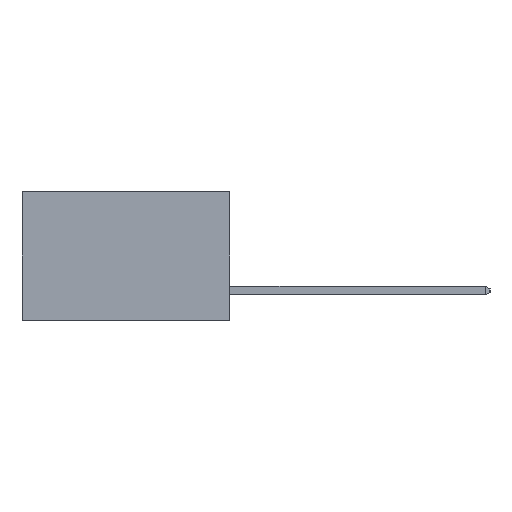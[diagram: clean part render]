
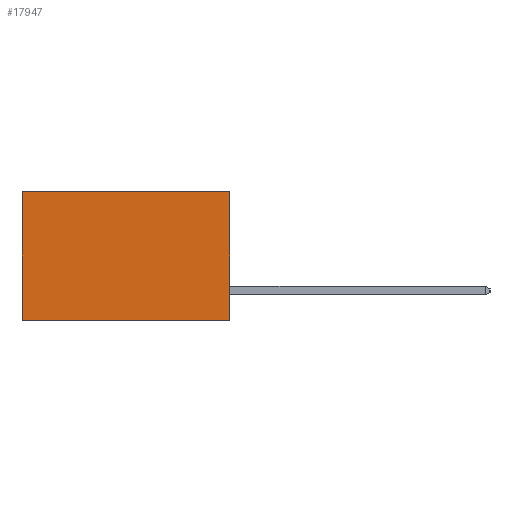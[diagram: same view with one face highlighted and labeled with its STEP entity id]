
A CAD part, left-side view. The second image highlights one B-rep face of the part: STEP entity #17947.
In plain terms, the highlighted planar face has unit normal (-1, 0, 0).
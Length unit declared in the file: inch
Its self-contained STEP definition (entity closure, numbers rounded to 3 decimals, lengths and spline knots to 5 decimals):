
#67 = VERTEX_POINT ( 'NONE', #11321 ) ;
#86 = VECTOR ( 'NONE', #9441, 39.37008 ) ;
#511 = EDGE_CURVE ( 'NONE', #19070, #17379, #8688, .T. ) ;
#674 = EDGE_CURVE ( 'NONE', #19070, #67, #12791, .T. ) ;
#2260 = CARTESIAN_POINT ( 'NONE',  ( 0.298, 0.6, -0.37 ) ) ;
#3418 = CARTESIAN_POINT ( 'NONE',  ( 0.298, 0.6, 0. ) ) ;
#4112 = DIRECTION ( 'NONE',  ( 0., 1., 0. ) ) ;
#4368 = ORIENTED_EDGE ( 'NONE', *, *, #674, .F. ) ;
#4642 = DIRECTION ( 'NONE',  ( 1., 0., 0. ) ) ;
#5743 = EDGE_CURVE ( 'NONE', #67, #11481, #11146, .T. ) ;
#6164 = CARTESIAN_POINT ( 'NONE',  ( 0.298, 0., 0. ) ) ;
#6696 = EDGE_LOOP ( 'NONE', ( #16241, #7001, #4368, #16092 ) ) ;
#7001 = ORIENTED_EDGE ( 'NONE', *, *, #5743, .F. ) ;
#8086 = CARTESIAN_POINT ( 'NONE',  ( 0.298, 0., -0.37 ) ) ;
#8688 = LINE ( 'NONE', #17490, #11687 ) ;
#9150 = PLANE ( 'NONE',  #12742 ) ;
#9441 = DIRECTION ( 'NONE',  ( 0., 0., -1. ) ) ;
#9926 = CARTESIAN_POINT ( 'NONE',  ( 0.298, 0., 0. ) ) ;
#11146 = LINE ( 'NONE', #8086, #17438 ) ;
#11321 = CARTESIAN_POINT ( 'NONE',  ( 0.298, 0., -0.37 ) ) ;
#11481 = VERTEX_POINT ( 'NONE', #2260 ) ;
#11687 = VECTOR ( 'NONE', #18578, 39.37008 ) ;
#11917 = DIRECTION ( 'NONE',  ( 0., 0., -1. ) ) ;
#12742 = AXIS2_PLACEMENT_3D ( 'NONE', #13550, #4642, #14972 ) ;
#12791 = LINE ( 'NONE', #9926, #16207 ) ;
#13437 = EDGE_CURVE ( 'NONE', #17379, #11481, #15885, .T. ) ;
#13550 = CARTESIAN_POINT ( 'NONE',  ( 0.298, 0., 0. ) ) ;
#13751 = CARTESIAN_POINT ( 'NONE',  ( 0.298, 0.6, 0. ) ) ;
#14663 = FACE_OUTER_BOUND ( 'NONE', #6696, .T. ) ;
#14972 = DIRECTION ( 'NONE',  ( 0., 0., -1. ) ) ;
#15885 = LINE ( 'NONE', #3418, #86 ) ;
#16092 = ORIENTED_EDGE ( 'NONE', *, *, #511, .T. ) ;
#16207 = VECTOR ( 'NONE', #11917, 39.37008 ) ;
#16241 = ORIENTED_EDGE ( 'NONE', *, *, #13437, .T. ) ;
#17379 = VERTEX_POINT ( 'NONE', #13751 ) ;
#17438 = VECTOR ( 'NONE', #4112, 39.37008 ) ;
#17490 = CARTESIAN_POINT ( 'NONE',  ( 0.298, 0., 0. ) ) ;
#17947 = ADVANCED_FACE ( 'NONE', ( #14663 ), #9150, .F. ) ;
#18578 = DIRECTION ( 'NONE',  ( 0., 1., 0. ) ) ;
#19070 = VERTEX_POINT ( 'NONE', #6164 ) ;
